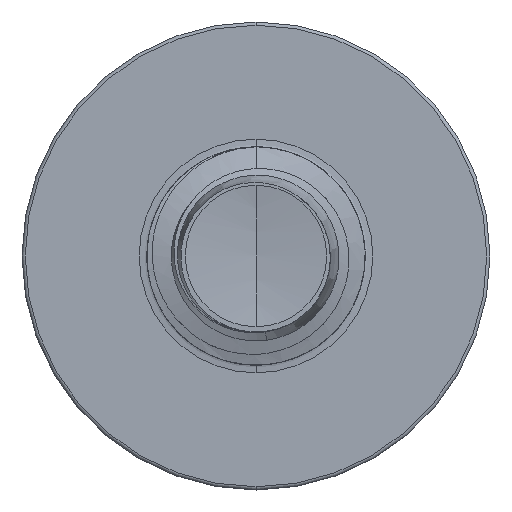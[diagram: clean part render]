
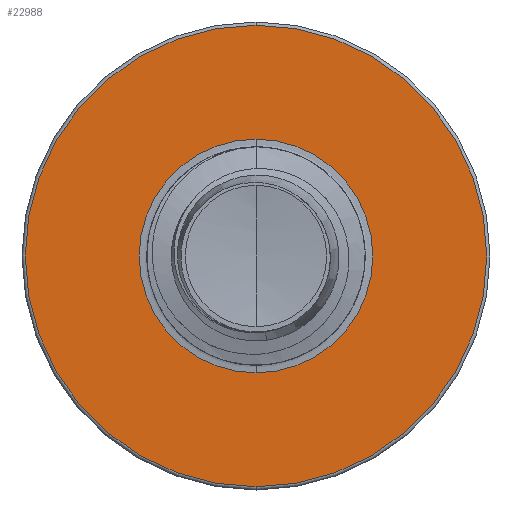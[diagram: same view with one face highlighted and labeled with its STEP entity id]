
A CAD part, front view. The second image highlights one B-rep face of the part: STEP entity #22988.
In plain terms, the highlighted planar face has unit normal (0, -1, 0).
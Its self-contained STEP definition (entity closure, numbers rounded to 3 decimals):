
#1088 = CARTESIAN_POINT ( 'NONE',  ( 0., 9., 0. ) ) ;
#1280 = EDGE_LOOP ( 'NONE', ( #5633, #8609 ) ) ;
#1597 = CIRCLE ( 'NONE', #10837, 3.698 ) ;
#1978 = CARTESIAN_POINT ( 'NONE',  ( 0., 9., -3.697 ) ) ;
#2208 = EDGE_CURVE ( 'NONE', #21622, #22250, #1597, .T. ) ;
#2234 = VERTEX_POINT ( 'NONE', #15132 ) ;
#2609 = EDGE_CURVE ( 'NONE', #21613, #2234, #5719, .T. ) ;
#2860 = DIRECTION ( 'NONE',  ( 0., 0., 1. ) ) ;
#3162 = CIRCLE ( 'NONE', #6279, 1.872 ) ;
#3425 = FACE_OUTER_BOUND ( 'NONE', #7691, .T. ) ;
#4588 = CARTESIAN_POINT ( 'NONE',  ( 0., 9., 0. ) ) ;
#5423 = CARTESIAN_POINT ( 'NONE',  ( 0., 9., -1.872 ) ) ;
#5633 = ORIENTED_EDGE ( 'NONE', *, *, #22109, .T. ) ;
#5719 = CIRCLE ( 'NONE', #14411, 1.872 ) ;
#6279 = AXIS2_PLACEMENT_3D ( 'NONE', #18231, #7590, #20023 ) ;
#6355 = DIRECTION ( 'NONE',  ( 0., 0., 1. ) ) ;
#7590 = DIRECTION ( 'NONE',  ( 0., 1., 0. ) ) ;
#7691 = EDGE_LOOP ( 'NONE', ( #8853, #14196 ) ) ;
#8609 = ORIENTED_EDGE ( 'NONE', *, *, #2609, .T. ) ;
#8853 = ORIENTED_EDGE ( 'NONE', *, *, #19009, .F. ) ;
#10072 = DIRECTION ( 'NONE',  ( 0., 1., 0. ) ) ;
#10678 = DIRECTION ( 'NONE',  ( 0., 0., 1. ) ) ;
#10837 = AXIS2_PLACEMENT_3D ( 'NONE', #4588, #16993, #6355 ) ;
#12298 = PLANE ( 'NONE',  #22152 ) ;
#13450 = DIRECTION ( 'NONE',  ( 0., 1., 0. ) ) ;
#14196 = ORIENTED_EDGE ( 'NONE', *, *, #2208, .F. ) ;
#14411 = AXIS2_PLACEMENT_3D ( 'NONE', #20720, #10072, #22490 ) ;
#15132 = CARTESIAN_POINT ( 'NONE',  ( 0., 9., 1.872 ) ) ;
#15398 = CIRCLE ( 'NONE', #17546, 3.698 ) ;
#16993 = DIRECTION ( 'NONE',  ( 0., 1., 0. ) ) ;
#17023 = FACE_BOUND ( 'NONE', #1280, .T. ) ;
#17546 = AXIS2_PLACEMENT_3D ( 'NONE', #1088, #13450, #2860 ) ;
#18231 = CARTESIAN_POINT ( 'NONE',  ( 0., 9., 0. ) ) ;
#19009 = EDGE_CURVE ( 'NONE', #22250, #21622, #15398, .T. ) ;
#19521 = CARTESIAN_POINT ( 'NONE',  ( 0., 9., -1.872 ) ) ;
#20023 = DIRECTION ( 'NONE',  ( 0., 0., 1. ) ) ;
#20720 = CARTESIAN_POINT ( 'NONE',  ( 0., 9., 0. ) ) ;
#21319 = DIRECTION ( 'NONE',  ( 0., 1., 0. ) ) ;
#21613 = VERTEX_POINT ( 'NONE', #5423 ) ;
#21622 = VERTEX_POINT ( 'NONE', #1978 ) ;
#21881 = CARTESIAN_POINT ( 'NONE',  ( 0., 9., 3.698 ) ) ;
#22109 = EDGE_CURVE ( 'NONE', #2234, #21613, #3162, .T. ) ;
#22152 = AXIS2_PLACEMENT_3D ( 'NONE', #19521, #21319, #10678 ) ;
#22250 = VERTEX_POINT ( 'NONE', #21881 ) ;
#22490 = DIRECTION ( 'NONE',  ( 0., 0., 1. ) ) ;
#22988 = ADVANCED_FACE ( 'NONE', ( #3425, #17023 ), #12298, .F. ) ;
